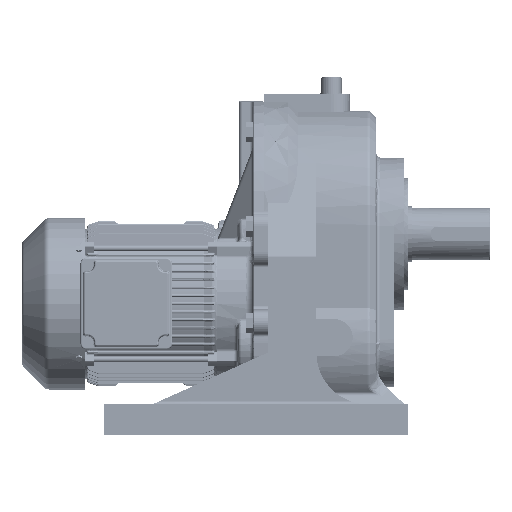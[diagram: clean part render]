
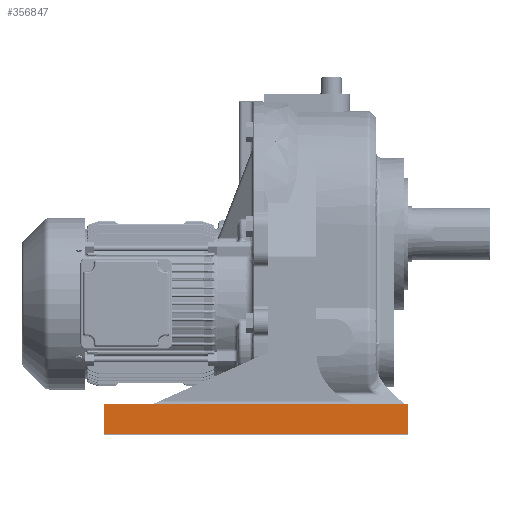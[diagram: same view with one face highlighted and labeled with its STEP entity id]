
A CAD part, top view. The second image highlights one B-rep face of the part: STEP entity #356847.
In plain terms, the highlighted planar face has unit normal (0, 0, 1).
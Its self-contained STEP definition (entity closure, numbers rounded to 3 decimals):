
#40525 = ORIENTED_EDGE ( 'NONE', *, *, #421303, .F. ) ;
#54049 = VERTEX_POINT ( 'NONE', #465517 ) ;
#70553 = DIRECTION ( 'NONE',  ( -1., 0., 0. ) ) ;
#70872 = DIRECTION ( 'NONE',  ( -1., 0., 0. ) ) ;
#72554 = AXIS2_PLACEMENT_3D ( 'NONE', #242030, #275368, #244403 ) ;
#98457 = VECTOR ( 'NONE', #70553, 1000. ) ;
#101845 = LINE ( 'NONE', #357899, #238627 ) ;
#123559 = DIRECTION ( 'NONE',  ( 0., -1., 0. ) ) ;
#148685 = CARTESIAN_POINT ( 'NONE',  ( 194., -230., 220. ) ) ;
#186516 = EDGE_CURVE ( 'NONE', #54049, #380506, #101845, .T. ) ;
#215522 = LINE ( 'NONE', #326985, #240889 ) ;
#221404 = VECTOR ( 'NONE', #123559, 1000. ) ;
#233087 = EDGE_CURVE ( 'NONE', #254803, #54049, #359915, .T. ) ;
#238627 = VECTOR ( 'NONE', #286791, 1000. ) ;
#240889 = VECTOR ( 'NONE', #70872, 1000. ) ;
#242030 = CARTESIAN_POINT ( 'NONE',  ( 194., -230., 220. ) ) ;
#244403 = DIRECTION ( 'NONE',  ( -1., 0., 0. ) ) ;
#244736 = CARTESIAN_POINT ( 'NONE',  ( 194., -230., 220. ) ) ;
#247562 = ORIENTED_EDGE ( 'NONE', *, *, #186516, .T. ) ;
#254803 = VERTEX_POINT ( 'NONE', #244736 ) ;
#263771 = CARTESIAN_POINT ( 'NONE',  ( 194., -230., 220. ) ) ;
#264357 = EDGE_CURVE ( 'NONE', #385078, #380506, #215522, .T. ) ;
#266077 = LINE ( 'NONE', #263771, #221404 ) ;
#275368 = DIRECTION ( 'NONE',  ( 0., 0., -1. ) ) ;
#286791 = DIRECTION ( 'NONE',  ( 0., -1., 0. ) ) ;
#326985 = CARTESIAN_POINT ( 'NONE',  ( 194., -270., 220. ) ) ;
#356847 = ADVANCED_FACE ( 'NONE', ( #419774 ), #462346, .F. ) ;
#357899 = CARTESIAN_POINT ( 'NONE',  ( -216., 0., 220. ) ) ;
#359915 = LINE ( 'NONE', #148685, #98457 ) ;
#376948 = EDGE_LOOP ( 'NONE', ( #40525, #444192, #247562, #378196 ) ) ;
#378196 = ORIENTED_EDGE ( 'NONE', *, *, #264357, .F. ) ;
#380506 = VERTEX_POINT ( 'NONE', #420648 ) ;
#385078 = VERTEX_POINT ( 'NONE', #389513 ) ;
#389513 = CARTESIAN_POINT ( 'NONE',  ( 194., -270., 220. ) ) ;
#419774 = FACE_OUTER_BOUND ( 'NONE', #376948, .T. ) ;
#420648 = CARTESIAN_POINT ( 'NONE',  ( -216., -270., 220. ) ) ;
#421303 = EDGE_CURVE ( 'NONE', #254803, #385078, #266077, .T. ) ;
#444192 = ORIENTED_EDGE ( 'NONE', *, *, #233087, .T. ) ;
#462346 = PLANE ( 'NONE',  #72554 ) ;
#465517 = CARTESIAN_POINT ( 'NONE',  ( -216., -230., 220. ) ) ;
